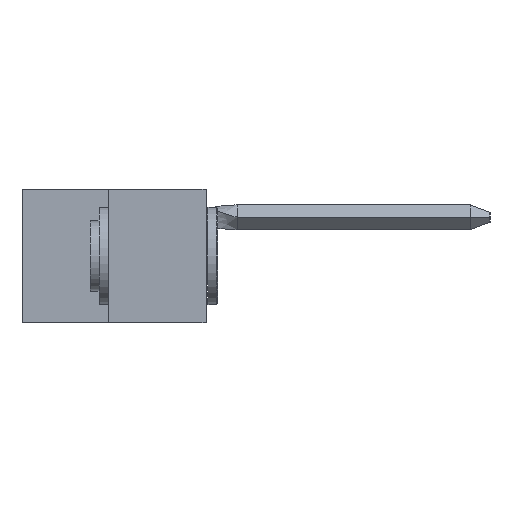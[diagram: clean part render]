
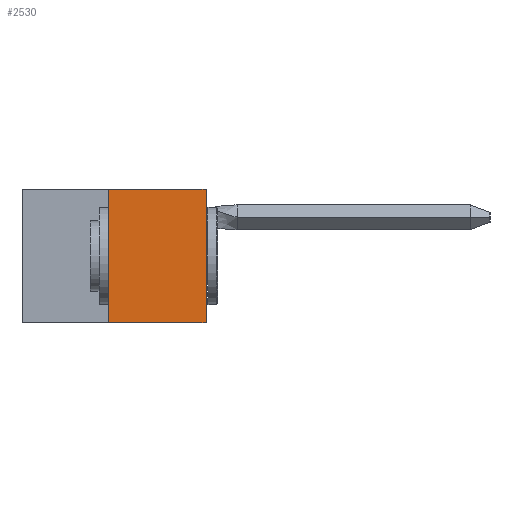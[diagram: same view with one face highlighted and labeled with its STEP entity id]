
A CAD part, left-side view. The second image highlights one B-rep face of the part: STEP entity #2530.
In plain terms, the highlighted planar face has unit normal (-1, 0, 0).
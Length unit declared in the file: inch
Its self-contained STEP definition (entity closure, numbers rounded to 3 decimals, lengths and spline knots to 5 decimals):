
#498 = AXIS2_PLACEMENT_3D ( 'NONE', #15769, #6617, #19434 ) ;
#1125 = VECTOR ( 'NONE', #23282, 39.37008 ) ;
#1419 = LINE ( 'NONE', #6447, #2828 ) ;
#1509 = LINE ( 'NONE', #4582, #19788 ) ;
#2066 = ORIENTED_EDGE ( 'NONE', *, *, #6944, .F. ) ;
#2530 = ADVANCED_FACE ( 'NONE', ( #13515 ), #16385, .F. ) ;
#2828 = VECTOR ( 'NONE', #11972, 39.37008 ) ;
#3616 = ORIENTED_EDGE ( 'NONE', *, *, #5192, .F. ) ;
#4582 = CARTESIAN_POINT ( 'NONE',  ( 0., 0.473, 0. ) ) ;
#5032 = CARTESIAN_POINT ( 'NONE',  ( 0., 0.473, -0.343 ) ) ;
#5192 = EDGE_CURVE ( 'NONE', #23136, #17025, #1509, .T. ) ;
#6447 = CARTESIAN_POINT ( 'NONE',  ( 0., 0.25, 0. ) ) ;
#6617 = DIRECTION ( 'NONE',  ( 1., 0., 0. ) ) ;
#6944 = EDGE_CURVE ( 'NONE', #13732, #23136, #1419, .T. ) ;
#7047 = EDGE_CURVE ( 'NONE', #16485, #17025, #17401, .T. ) ;
#7989 = EDGE_CURVE ( 'NONE', #13732, #16485, #16528, .T. ) ;
#9404 = EDGE_LOOP ( 'NONE', ( #3616, #2066, #16917, #12976 ) ) ;
#10594 = CARTESIAN_POINT ( 'NONE',  ( 0., 0.25, -0.343 ) ) ;
#10924 = CARTESIAN_POINT ( 'NONE',  ( 0., 0., 0. ) ) ;
#11972 = DIRECTION ( 'NONE',  ( 0., 0., 1. ) ) ;
#12976 = ORIENTED_EDGE ( 'NONE', *, *, #7047, .T. ) ;
#13515 = FACE_OUTER_BOUND ( 'NONE', #9404, .T. ) ;
#13541 = DIRECTION ( 'NONE',  ( 0., -1., 0. ) ) ;
#13588 = CARTESIAN_POINT ( 'NONE',  ( 0., 0., -0.343 ) ) ;
#13732 = VERTEX_POINT ( 'NONE', #10594 ) ;
#13972 = VECTOR ( 'NONE', #14612, 39.37008 ) ;
#14612 = DIRECTION ( 'NONE',  ( 0., 0., 1. ) ) ;
#15769 = CARTESIAN_POINT ( 'NONE',  ( 0., 0.473, 0. ) ) ;
#16385 = PLANE ( 'NONE',  #498 ) ;
#16485 = VERTEX_POINT ( 'NONE', #13588 ) ;
#16528 = LINE ( 'NONE', #5032, #1125 ) ;
#16917 = ORIENTED_EDGE ( 'NONE', *, *, #7989, .T. ) ;
#17016 = CARTESIAN_POINT ( 'NONE',  ( 0., 0.25, 0. ) ) ;
#17025 = VERTEX_POINT ( 'NONE', #21506 ) ;
#17401 = LINE ( 'NONE', #10924, #13972 ) ;
#19434 = DIRECTION ( 'NONE',  ( 0., 0., -1. ) ) ;
#19788 = VECTOR ( 'NONE', #13541, 39.37008 ) ;
#21506 = CARTESIAN_POINT ( 'NONE',  ( 0., 0., 0. ) ) ;
#23136 = VERTEX_POINT ( 'NONE', #17016 ) ;
#23282 = DIRECTION ( 'NONE',  ( 0., -1., 0. ) ) ;
